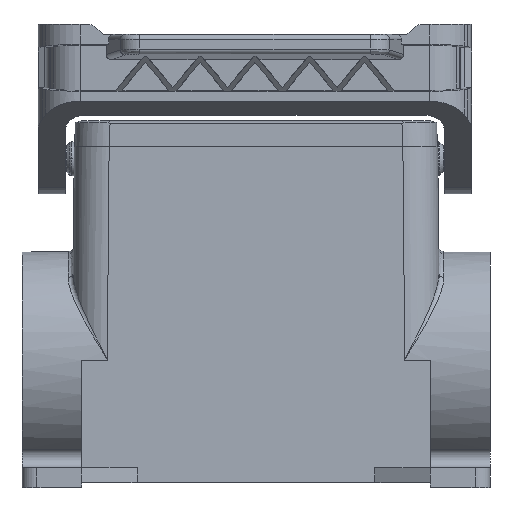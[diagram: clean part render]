
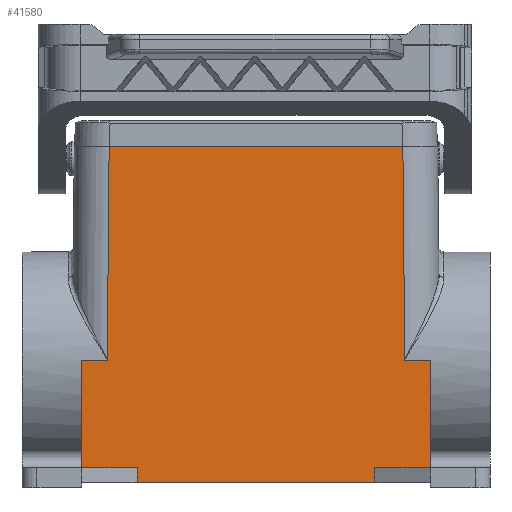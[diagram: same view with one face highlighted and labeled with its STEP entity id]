
A CAD part, front view. The second image highlights one B-rep face of the part: STEP entity #41580.
In plain terms, the highlighted face is planar.
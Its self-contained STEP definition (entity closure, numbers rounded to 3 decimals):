
#4720=CARTESIAN_POINT('',(11.317,55.124,
45.309));
#4730=VERTEX_POINT('',#4720);
#7130=CARTESIAN_POINT('',(11.713,54.728,
-0.061));
#7140=DIRECTION('',(-0.009,0.009,
1.));
#7150=VECTOR('',#7140,1.);
#7160=LINE('',#7130,#7150);
#7170=CARTESIAN_POINT('',(11.315,55.126,45.5));
#7180=VERTEX_POINT('',#7170);
#7190=EDGE_CURVE('',#4730,#7180,#7160,.T.);
#9850=CARTESIAN_POINT('',(11.691,54.751,2.5));
#9860=VERTEX_POINT('',#9850);
#9890=EDGE_CURVE('',#9860,#4730,#7160,.T.);
#15860=CARTESIAN_POINT('',(76.191,55.126,45.5));
#15870=VERTEX_POINT('',#15860);
#16120=CARTESIAN_POINT('',(76.191,55.314,67.));
#16130=VERTEX_POINT('',#16120);
#16160=CARTESIAN_POINT('',(76.191,54.729,0.));
#16170=DIRECTION('',(-0.,-0.009,-1.));
#16180=VECTOR('',#16170,1.);
#16190=LINE('',#16160,#16180);
#16200=EDGE_CURVE('',#16130,#15870,#16190,.T.);
#37370=CARTESIAN_POINT('',(70.691,54.751,2.5))
;
#37380=VERTEX_POINT('',#37370);
#37410=CARTESIAN_POINT('',(0.,54.751,2.5));
#37420=DIRECTION('',(1.,0.,0.));
#37430=VECTOR('',#37420,1.);
#37440=LINE('',#37410,#37430);
#37450=EDGE_CURVE('',#9860,#37380,#37440,.T.);
#40110=CARTESIAN_POINT('',(71.065,55.124,
45.309));
#40120=VERTEX_POINT('',#40110);
#40150=CARTESIAN_POINT('',(70.669,54.728,
-0.061));
#40160=DIRECTION('',(0.009,0.009,
1.));
#40170=VECTOR('',#40160,1.);
#40180=LINE('',#40150,#40170);
#40190=EDGE_CURVE('',#37380,#40120,#40180,.T.);
#40820=CARTESIAN_POINT('',(4.691,54.729,0.
));
#40830=DIRECTION('',(0.,1.,-0.009));
#40840=DIRECTION('',(1.,0.,0.));
#40850=AXIS2_PLACEMENT_3D('',#40820,#40830,#40840);
#40860=PLANE('',#40850);
#40870=CARTESIAN_POINT('',(0.,55.126,45.5));
#40880=DIRECTION('',(1.,-0.,0.));
#40890=VECTOR('',#40880,1.);
#40900=LINE('',#40870,#40890);
#40910=CARTESIAN_POINT('',(6.191,55.126,45.5));
#40920=VERTEX_POINT('',#40910);
#40930=EDGE_CURVE('',#40920,#7180,#40900,.T.);
#40940=ORIENTED_EDGE('',*,*,#40930,.F.);
#40950=ORIENTED_EDGE('',*,*,#7190,.T.);
#40960=ORIENTED_EDGE('',*,*,#9890,.T.);
#40970=ORIENTED_EDGE('',*,*,#37450,.F.);
#40980=ORIENTED_EDGE('',*,*,#40190,.F.);
#40990=CARTESIAN_POINT('',(71.066,55.126,45.5));
#41000=VERTEX_POINT('',#40990);
#41010=EDGE_CURVE('',#40120,#41000,#40180,.T.);
#41020=ORIENTED_EDGE('',*,*,#41010,.F.);
#41030=CARTESIAN_POINT('',(0.,55.126,45.5));
#41040=DIRECTION('',(-1.,0.,0.));
#41050=VECTOR('',#41040,1.);
#41060=LINE('',#41030,#41050);
#41070=EDGE_CURVE('',#15870,#41000,#41060,.T.);
#41080=ORIENTED_EDGE('',*,*,#41070,.T.);
#41090=ORIENTED_EDGE('',*,*,#16200,.T.);
#41100=CARTESIAN_POINT('',(0.,55.314,67.));
#41110=DIRECTION('',(-1.,0.,-0.));
#41120=VECTOR('',#41110,1.);
#41130=LINE('',#41100,#41120);
#41140=CARTESIAN_POINT('',(65.041,55.314,67.));
#41150=VERTEX_POINT('',#41140);
#41160=EDGE_CURVE('',#16130,#41150,#41130,.T.);
#41170=ORIENTED_EDGE('',*,*,#41160,.F.);
#41180=CARTESIAN_POINT('',(64.029,54.729,
0.));
#41190=DIRECTION('',(-0.015,-0.009,
-1.));
#41200=VECTOR('',#41190,1.);
#41210=LINE('',#41180,#41200);
#41220=CARTESIAN_POINT('',(65.087,55.34,70.));
#41230=VERTEX_POINT('',#41220);
#41240=EDGE_CURVE('',#41230,#41150,#41210,.T.);
#41250=ORIENTED_EDGE('',*,*,#41240,.T.);
#41260=CARTESIAN_POINT('',(0.,55.34,70.));
#41270=DIRECTION('',(-1.,0.,0.));
#41280=VECTOR('',#41270,1.);
#41290=LINE('',#41260,#41280);
#41300=CARTESIAN_POINT('',(17.295,55.34,70.));
#41310=VERTEX_POINT('',#41300);
#41320=EDGE_CURVE('',#41230,#41310,#41290,.T.);
#41330=ORIENTED_EDGE('',*,*,#41320,.F.);
#41340=CARTESIAN_POINT('',(18.353,54.729,0.));
#41350=DIRECTION('',(0.015,-0.009,
-1.));
#41360=VECTOR('',#41350,1.);
#41370=LINE('',#41340,#41360);
#41380=CARTESIAN_POINT('',(17.34,55.314,67.));
#41390=VERTEX_POINT('',#41380);
#41400=EDGE_CURVE('',#41310,#41390,#41370,.T.);
#41410=ORIENTED_EDGE('',*,*,#41400,.F.);
#41420=CARTESIAN_POINT('',(0.,55.314,67.));
#41430=DIRECTION('',(1.,-0.,0.));
#41440=VECTOR('',#41430,1.);
#41450=LINE('',#41420,#41440);
#41460=CARTESIAN_POINT('',(6.191,55.314,67.));
#41470=VERTEX_POINT('',#41460);
#41480=EDGE_CURVE('',#41470,#41390,#41450,.T.);
#41490=ORIENTED_EDGE('',*,*,#41480,.T.);
#41500=CARTESIAN_POINT('',(6.191,54.729,0.));
#41510=DIRECTION('',(-0.,-0.009,-1.));
#41520=VECTOR('',#41510,1.);
#41530=LINE('',#41500,#41520);
#41540=EDGE_CURVE('',#41470,#40920,#41530,.T.);
#41550=ORIENTED_EDGE('',*,*,#41540,.F.);
#41560=EDGE_LOOP('',(#41550,#41490,#41410,#41330,#41250,#41170,#41090,
#41080,#41020,#40980,#40970,#40960,#40950,#40940));
#41570=FACE_OUTER_BOUND('',#41560,.T.);
#41580=ADVANCED_FACE('',(#41570),#40860,.T.);
